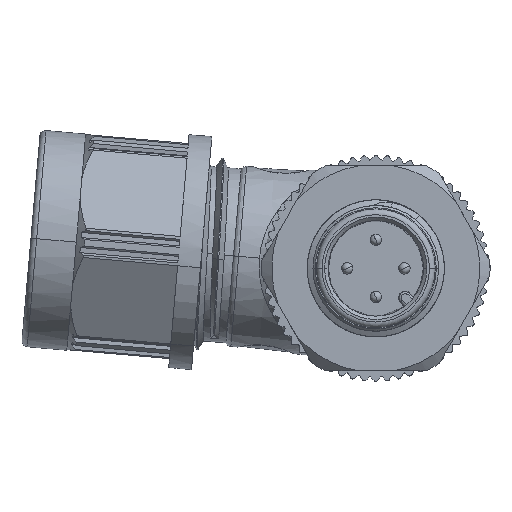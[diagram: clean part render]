
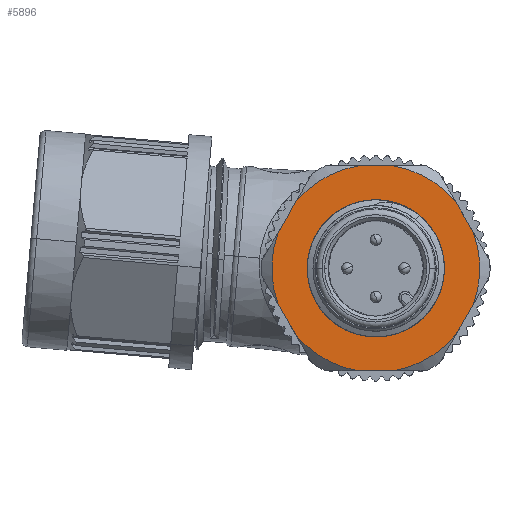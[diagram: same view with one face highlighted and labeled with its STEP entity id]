
A CAD part, front view. The second image highlights one B-rep face of the part: STEP entity #5896.
In plain terms, the highlighted planar face has unit normal (0, -1, 0).
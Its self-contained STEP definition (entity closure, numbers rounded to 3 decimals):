
#4792=FACE_BOUND('',#7566,.T.);
#4793=FACE_BOUND('',#7567,.T.);
#4872=PLANE('',#17728);
#5896=ADVANCED_FACE('',(#4792,#4793),#4872,.T.);
#7566=EDGE_LOOP('',(#9198,#9199));
#7567=EDGE_LOOP('',(#9200,#9201,#9202,#9203,#9204,#9205,#9206,#9207,#9208,
#9209,#9210,#9211));
#8277=CIRCLE('',#17689,6.);
#8278=CIRCLE('',#17691,6.);
#8279=CIRCLE('',#17694,9.101);
#8287=CIRCLE('',#17706,9.101);
#8292=CIRCLE('',#17716,9.101);
#8293=CIRCLE('',#17719,9.101);
#8296=CIRCLE('',#17725,9.101);
#8297=CIRCLE('',#17727,9.101);
#9198=ORIENTED_EDGE('',*,*,#14086,.F.);
#9199=ORIENTED_EDGE('',*,*,#14087,.F.);
#9200=ORIENTED_EDGE('',*,*,#14137,.T.);
#9201=ORIENTED_EDGE('',*,*,#14133,.T.);
#9202=ORIENTED_EDGE('',*,*,#14131,.T.);
#9203=ORIENTED_EDGE('',*,*,#14128,.T.);
#9204=ORIENTED_EDGE('',*,*,#14126,.T.);
#9205=ORIENTED_EDGE('',*,*,#14142,.T.);
#9206=ORIENTED_EDGE('',*,*,#14143,.T.);
#9207=ORIENTED_EDGE('',*,*,#14094,.T.);
#9208=ORIENTED_EDGE('',*,*,#14092,.T.);
#9209=ORIENTED_EDGE('',*,*,#14109,.T.);
#9210=ORIENTED_EDGE('',*,*,#14114,.T.);
#9211=ORIENTED_EDGE('',*,*,#14141,.T.);
#12753=VERTEX_POINT('',#24481);
#12754=VERTEX_POINT('',#24483);
#12759=VERTEX_POINT('',#24528);
#12760=VERTEX_POINT('',#24530);
#12761=VERTEX_POINT('',#24543);
#12772=VERTEX_POINT('',#24628);
#12775=VERTEX_POINT('',#24659);
#12786=VERTEX_POINT('',#24717);
#12787=VERTEX_POINT('',#24719);
#12788=VERTEX_POINT('',#24732);
#12789=VERTEX_POINT('',#24769);
#12790=VERTEX_POINT('',#24782);
#12793=VERTEX_POINT('',#24822);
#12794=VERTEX_POINT('',#24840);
#14086=EDGE_CURVE('',#12754,#12753,#8277,.T.);
#14087=EDGE_CURVE('',#12753,#12754,#8278,.T.);
#14092=EDGE_CURVE('',#12760,#12759,#15877,.T.);
#14094=EDGE_CURVE('',#12761,#12760,#8279,.T.);
#14109=EDGE_CURVE('',#12759,#12772,#8287,.T.);
#14114=EDGE_CURVE('',#12772,#12775,#15883,.T.);
#14126=EDGE_CURVE('',#12787,#12786,#15889,.T.);
#14128=EDGE_CURVE('',#12788,#12787,#8292,.T.);
#14131=EDGE_CURVE('',#12789,#12788,#15890,.T.);
#14133=EDGE_CURVE('',#12790,#12789,#8293,.T.);
#14137=EDGE_CURVE('',#12793,#12790,#15892,.T.);
#14141=EDGE_CURVE('',#12775,#12793,#8296,.T.);
#14142=EDGE_CURVE('',#12786,#12794,#8297,.T.);
#14143=EDGE_CURVE('',#12794,#12761,#15893,.T.);
#15877=LINE('',#24529,#16745);
#15883=LINE('',#24660,#16751);
#15889=LINE('',#24718,#16757);
#15890=LINE('',#24768,#16758);
#15892=LINE('',#24821,#16760);
#15893=LINE('',#24841,#16761);
#16745=VECTOR('',#19076,1.);
#16751=VECTOR('',#19112,1.);
#16757=VECTOR('',#19132,1.);
#16758=VECTOR('',#19139,1.);
#16760=VECTOR('',#19147,1.);
#16761=VECTOR('',#19162,1.);
#17689=AXIS2_PLACEMENT_3D('',#24484,#19066,#19067);
#17691=AXIS2_PLACEMENT_3D('',#24486,#19070,#19071);
#17694=AXIS2_PLACEMENT_3D('',#24542,#19079,#19080);
#17706=AXIS2_PLACEMENT_3D('',#24627,#19107,#19108);
#17716=AXIS2_PLACEMENT_3D('',#24731,#19135,#19136);
#17719=AXIS2_PLACEMENT_3D('',#24781,#19142,#19143);
#17725=AXIS2_PLACEMENT_3D('',#24837,#19156,#19157);
#17727=AXIS2_PLACEMENT_3D('',#24839,#19160,#19161);
#17728=AXIS2_PLACEMENT_3D('',#24842,#19163,#19164);
#19066=DIRECTION('',(0.,-1.,0.));
#19067=DIRECTION('',(1.,0.,0.));
#19070=DIRECTION('',(0.,-1.,0.));
#19071=DIRECTION('',(-1.,0.,0.));
#19076=DIRECTION('',(1.,0.,0.));
#19079=DIRECTION('',(0.,-1.,0.));
#19080=DIRECTION('',(-0.769,0.,-0.639));
#19107=DIRECTION('',(0.,-1.,0.));
#19108=DIRECTION('',(0.169,0.,-0.986));
#19112=DIRECTION('',(0.5,0.,0.866));
#19132=DIRECTION('',(-0.5,0.,-0.866));
#19135=DIRECTION('',(0.,-1.,0.));
#19136=DIRECTION('',(-0.169,0.,0.986));
#19139=DIRECTION('',(-1.,0.,0.));
#19142=DIRECTION('',(0.,-1.,0.));
#19143=DIRECTION('',(0.769,0.,0.639));
#19147=DIRECTION('',(-0.5,0.,0.866));
#19156=DIRECTION('',(0.,-1.,0.));
#19157=DIRECTION('',(0.938,0.,-0.346));
#19160=DIRECTION('',(0.,-1.,0.));
#19161=DIRECTION('',(-0.938,0.,0.346));
#19162=DIRECTION('',(0.5,0.,-0.866));
#19163=DIRECTION('',(0.,-1.,0.));
#19164=DIRECTION('',(-1.,0.,0.));
#24481=CARTESIAN_POINT('',(-6.,-4.75,0.));
#24483=CARTESIAN_POINT('',(6.,-4.75,0.));
#24484=CARTESIAN_POINT('',(0.,-4.75,0.));
#24486=CARTESIAN_POINT('',(0.,-4.75,0.));
#24528=CARTESIAN_POINT('',(1.541,-4.75,-8.97));
#24529=CARTESIAN_POINT('',(-1.541,-4.75,-8.97));
#24530=CARTESIAN_POINT('',(-1.541,-4.75,-8.97));
#24542=CARTESIAN_POINT('',(0.,-4.75,0.));
#24543=CARTESIAN_POINT('',(-6.998,-4.75,-5.819));
#24627=CARTESIAN_POINT('',(0.,-4.75,0.));
#24628=CARTESIAN_POINT('',(6.998,-4.75,-5.819));
#24659=CARTESIAN_POINT('',(8.539,-4.75,-3.151));
#24660=CARTESIAN_POINT('',(6.998,-4.75,-5.819));
#24717=CARTESIAN_POINT('',(-8.539,-4.75,3.151));
#24718=CARTESIAN_POINT('',(-6.998,-4.75,5.819));
#24719=CARTESIAN_POINT('',(-6.998,-4.75,5.819));
#24731=CARTESIAN_POINT('',(0.,-4.75,0.));
#24732=CARTESIAN_POINT('',(-1.541,-4.75,8.97));
#24768=CARTESIAN_POINT('',(1.541,-4.75,8.97));
#24769=CARTESIAN_POINT('',(1.541,-4.75,8.97));
#24781=CARTESIAN_POINT('',(0.,-4.75,0.));
#24782=CARTESIAN_POINT('',(6.998,-4.75,5.819));
#24821=CARTESIAN_POINT('',(8.539,-4.75,3.151));
#24822=CARTESIAN_POINT('',(8.539,-4.75,3.151));
#24837=CARTESIAN_POINT('',(0.,-4.75,0.));
#24839=CARTESIAN_POINT('',(0.,-4.75,0.));
#24840=CARTESIAN_POINT('',(-8.539,-4.75,-3.151));
#24841=CARTESIAN_POINT('',(-8.539,-4.75,-3.151));
#24842=CARTESIAN_POINT('',(0.,-4.75,0.));
